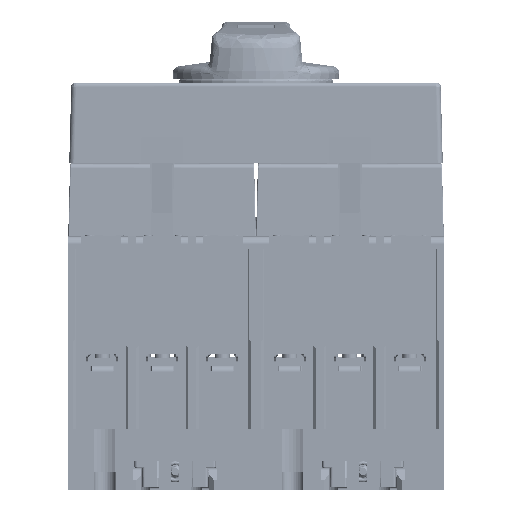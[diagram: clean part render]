
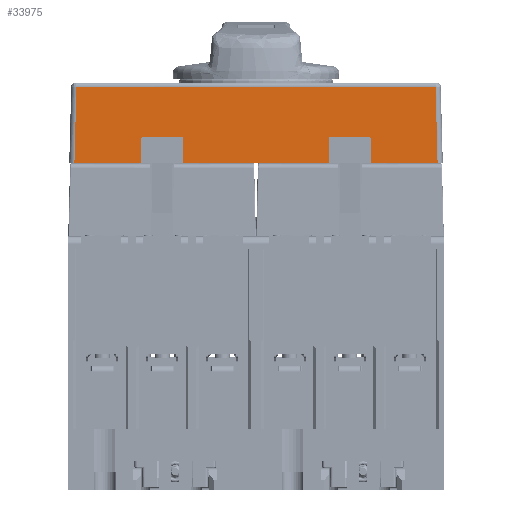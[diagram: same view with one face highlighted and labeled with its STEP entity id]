
A CAD part, left-side view. The second image highlights one B-rep face of the part: STEP entity #33975.
In plain terms, the highlighted planar face has unit normal (-1, 0, 0.026).
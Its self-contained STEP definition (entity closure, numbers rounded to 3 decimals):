
#97=ELLIPSE('',#114155,0.2,0.2);
#100=ELLIPSE('',#114159,0.2,0.2);
#101=ELLIPSE('',#114161,0.2,0.2);
#103=ELLIPSE('',#114165,0.2,0.2);
#105=ELLIPSE('',#114168,0.2,0.2);
#107=ELLIPSE('',#114172,0.2,0.2);
#109=ELLIPSE('',#114176,0.2,0.2);
#111=ELLIPSE('',#114179,0.2,0.2);
#5489=PLANE('',#114290);
#12980=LINE('',#174837,#25118);
#12987=LINE('',#174864,#25125);
#12993=LINE('',#174885,#25131);
#12996=LINE('',#174896,#25134);
#13079=LINE('',#175346,#25217);
#13080=LINE('',#175348,#25218);
#13167=LINE('',#175959,#25305);
#13168=LINE('',#175961,#25306);
#13169=LINE('',#175963,#25307);
#13170=LINE('',#175965,#25308);
#13171=LINE('',#175966,#25309);
#13172=LINE('',#175968,#25310);
#25118=VECTOR('',#132239,1.);
#25125=VECTOR('',#132266,1.);
#25131=VECTOR('',#132286,1.);
#25134=VECTOR('',#132297,1.);
#25217=VECTOR('',#132484,1.);
#25218=VECTOR('',#132487,1.);
#25305=VECTOR('',#132696,1.);
#25306=VECTOR('',#132699,1.);
#25307=VECTOR('',#132700,1.);
#25308=VECTOR('',#132701,1.);
#25309=VECTOR('',#132702,1.);
#25310=VECTOR('',#132703,1.);
#33975=ADVANCED_FACE('',(#38914),#5489,.T.);
#38914=FACE_OUTER_BOUND('',#44221,.T.);
#44221=EDGE_LOOP('',(#64412,#64413,#64414,#64415,#64416,#64417,#64418,#64419,
#64420,#64421,#64422,#64423,#64424,#64425,#64426,#64427,#64428,#64429,#64430,
#64431));
#64412=ORIENTED_EDGE('',*,*,#99271,.F.);
#64413=ORIENTED_EDGE('',*,*,#99529,.T.);
#64414=ORIENTED_EDGE('',*,*,#99530,.F.);
#64415=ORIENTED_EDGE('',*,*,#99531,.F.);
#64416=ORIENTED_EDGE('',*,*,#99532,.F.);
#64417=ORIENTED_EDGE('',*,*,#99533,.T.);
#64418=ORIENTED_EDGE('',*,*,#99252,.F.);
#64419=ORIENTED_EDGE('',*,*,#99251,.T.);
#64420=ORIENTED_EDGE('',*,*,#99246,.F.);
#64421=ORIENTED_EDGE('',*,*,#99238,.T.);
#64422=ORIENTED_EDGE('',*,*,#99239,.F.);
#64423=ORIENTED_EDGE('',*,*,#99390,.T.);
#64424=ORIENTED_EDGE('',*,*,#99244,.F.);
#64425=ORIENTED_EDGE('',*,*,#99528,.T.);
#64426=ORIENTED_EDGE('',*,*,#99262,.F.);
#64427=ORIENTED_EDGE('',*,*,#99261,.T.);
#64428=ORIENTED_EDGE('',*,*,#99255,.F.);
#64429=ORIENTED_EDGE('',*,*,#99266,.T.);
#64430=ORIENTED_EDGE('',*,*,#99268,.F.);
#64431=ORIENTED_EDGE('',*,*,#99391,.T.);
#84485=VERTEX_POINT('',#174832);
#84487=VERTEX_POINT('',#174836);
#84488=VERTEX_POINT('',#174840);
#84492=VERTEX_POINT('',#174849);
#84493=VERTEX_POINT('',#174851);
#84494=VERTEX_POINT('',#174855);
#84497=VERTEX_POINT('',#174862);
#84498=VERTEX_POINT('',#174867);
#84500=VERTEX_POINT('',#174873);
#84501=VERTEX_POINT('',#174874);
#84505=VERTEX_POINT('',#174883);
#84506=VERTEX_POINT('',#174888);
#84508=VERTEX_POINT('',#174894);
#84510=VERTEX_POINT('',#174900);
#84512=VERTEX_POINT('',#174906);
#84513=VERTEX_POINT('',#174907);
#84602=VERTEX_POINT('',#175235);
#84695=VERTEX_POINT('',#175962);
#84696=VERTEX_POINT('',#175964);
#84697=VERTEX_POINT('',#175967);
#99238=EDGE_CURVE('',#84485,#84487,#12980,.T.);
#99239=EDGE_CURVE('',#84488,#84487,#97,.T.);
#99244=EDGE_CURVE('',#84492,#84493,#100,.T.);
#99246=EDGE_CURVE('',#84485,#84494,#101,.T.);
#99251=EDGE_CURVE('',#84497,#84494,#12987,.T.);
#99252=EDGE_CURVE('',#84497,#84498,#103,.T.);
#99255=EDGE_CURVE('',#84500,#84501,#105,.T.);
#99261=EDGE_CURVE('',#84505,#84501,#12993,.T.);
#99262=EDGE_CURVE('',#84505,#84506,#107,.T.);
#99266=EDGE_CURVE('',#84500,#84508,#12996,.T.);
#99268=EDGE_CURVE('',#84510,#84508,#109,.T.);
#99271=EDGE_CURVE('',#84512,#84513,#111,.T.);
#99390=EDGE_CURVE('',#84488,#84493,#13079,.T.);
#99391=EDGE_CURVE('',#84510,#84513,#13080,.T.);
#99528=EDGE_CURVE('',#84492,#84506,#13167,.T.);
#99529=EDGE_CURVE('',#84512,#84695,#13168,.T.);
#99530=EDGE_CURVE('',#84696,#84695,#13169,.T.);
#99531=EDGE_CURVE('',#84602,#84696,#13170,.T.);
#99532=EDGE_CURVE('',#84697,#84602,#13171,.T.);
#99533=EDGE_CURVE('',#84697,#84498,#13172,.T.);
#114155=AXIS2_PLACEMENT_3D('',#174839,#132242,#132243);
#114159=AXIS2_PLACEMENT_3D('',#174850,#132252,#132253);
#114161=AXIS2_PLACEMENT_3D('',#174854,#132257,#132258);
#114165=AXIS2_PLACEMENT_3D('',#174866,#132269,#132270);
#114168=AXIS2_PLACEMENT_3D('',#174872,#132276,#132277);
#114172=AXIS2_PLACEMENT_3D('',#174887,#132289,#132290);
#114176=AXIS2_PLACEMENT_3D('',#174899,#132301,#132302);
#114179=AXIS2_PLACEMENT_3D('',#174905,#132308,#132309);
#114290=AXIS2_PLACEMENT_3D('',#175969,#132704,#132705);
#132239=DIRECTION('',(0.,-1.,0.));
#132242=DIRECTION('',(-1.,0.,0.026));
#132243=DIRECTION('',(0.026,0.,1.));
#132252=DIRECTION('',(1.,0.,-0.026));
#132253=DIRECTION('',(-0.026,0.,-1.));
#132257=DIRECTION('',(-1.,0.,0.026));
#132258=DIRECTION('',(0.026,0.,1.));
#132266=DIRECTION('',(0.026,-0.009,1.));
#132269=DIRECTION('',(1.,0.,-0.026));
#132270=DIRECTION('',(-0.026,0.,-1.));
#132276=DIRECTION('',(-1.,0.,0.026));
#132277=DIRECTION('',(0.026,0.,1.));
#132286=DIRECTION('',(0.026,-0.009,1.));
#132289=DIRECTION('',(1.,0.,-0.026));
#132290=DIRECTION('',(-0.026,0.,-1.));
#132297=DIRECTION('',(0.,-1.,0.));
#132301=DIRECTION('',(-1.,0.,0.026));
#132302=DIRECTION('',(0.026,0.,1.));
#132308=DIRECTION('',(1.,0.,-0.026));
#132309=DIRECTION('',(-0.026,0.,-1.));
#132484=DIRECTION('',(-0.026,-0.009,-1.));
#132487=DIRECTION('',(-0.026,-0.009,-1.));
#132696=DIRECTION('',(0.,-1.,0.));
#132699=DIRECTION('',(0.,-1.,0.));
#132700=DIRECTION('',(-0.026,-0.026,-0.999));
#132701=DIRECTION('',(0.,-1.,0.));
#132702=DIRECTION('',(0.026,-0.026,0.999));
#132703=DIRECTION('',(0.,-1.,0.));
#132704=DIRECTION('',(-1.,0.,0.026));
#132705=DIRECTION('',(0.026,0.,1.));
#174832=CARTESIAN_POINT('',(-4.169,8.752,53.1));
#174836=CARTESIAN_POINT('',(-4.169,1.248,53.1));
#174837=CARTESIAN_POINT('',(-4.169,15.375,53.1));
#174839=CARTESIAN_POINT('',(-4.174,1.248,52.9));
#174840=CARTESIAN_POINT('',(-4.174,1.048,52.902));
#174849=CARTESIAN_POINT('',(-4.3,0.808,48.1));
#174850=CARTESIAN_POINT('',(-4.295,0.808,48.3));
#174851=CARTESIAN_POINT('',(-4.295,1.008,48.298));
#174854=CARTESIAN_POINT('',(-4.174,8.752,52.9));
#174855=CARTESIAN_POINT('',(-4.174,8.952,52.902));
#174862=CARTESIAN_POINT('',(-4.295,8.992,48.298));
#174864=CARTESIAN_POINT('',(-4.092,8.924,56.028));
#174866=CARTESIAN_POINT('',(-4.295,9.192,48.3));
#174867=CARTESIAN_POINT('',(-4.3,9.192,48.1));
#174872=CARTESIAN_POINT('',(-4.174,-27.248,52.9));
#174873=CARTESIAN_POINT('',(-4.169,-27.248,53.1));
#174874=CARTESIAN_POINT('',(-4.174,-27.048,52.902));
#174883=CARTESIAN_POINT('',(-4.295,-27.008,48.298));
#174885=CARTESIAN_POINT('',(-4.031,-27.096,58.37));
#174887=CARTESIAN_POINT('',(-4.295,-26.808,48.3));
#174888=CARTESIAN_POINT('',(-4.3,-26.808,48.1));
#174894=CARTESIAN_POINT('',(-4.169,-34.752,53.1));
#174896=CARTESIAN_POINT('',(-4.169,-5.575,53.1));
#174899=CARTESIAN_POINT('',(-4.174,-34.752,52.9));
#174900=CARTESIAN_POINT('',(-4.174,-34.952,52.902));
#174905=CARTESIAN_POINT('',(-4.295,-35.192,48.3));
#174906=CARTESIAN_POINT('',(-4.3,-35.192,48.1));
#174907=CARTESIAN_POINT('',(-4.295,-34.992,48.298));
#175235=CARTESIAN_POINT('',(-3.917,21.417,62.721));
#175346=CARTESIAN_POINT('',(-4.023,1.099,58.682));
#175348=CARTESIAN_POINT('',(-4.084,-34.922,56.341));
#175959=CARTESIAN_POINT('',(-4.3,22.8,48.1));
#175961=CARTESIAN_POINT('',(-4.3,22.8,48.1));
#175962=CARTESIAN_POINT('',(-4.3,-47.8,48.1));
#175963=CARTESIAN_POINT('',(-3.873,-47.374,64.394));
#175964=CARTESIAN_POINT('',(-3.917,-47.417,62.721));
#175965=CARTESIAN_POINT('',(-3.917,4.9,62.721));
#175966=CARTESIAN_POINT('',(-3.883,21.383,64.041));
#175967=CARTESIAN_POINT('',(-4.3,21.8,48.1));
#175968=CARTESIAN_POINT('',(-4.3,22.8,48.1));
#175969=CARTESIAN_POINT('',(-3.897,22.8,63.495));
